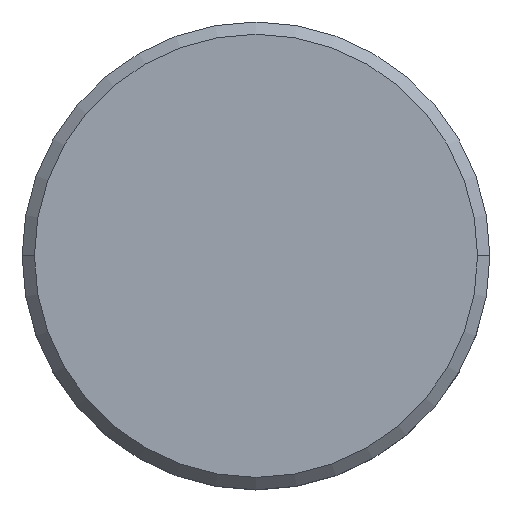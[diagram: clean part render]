
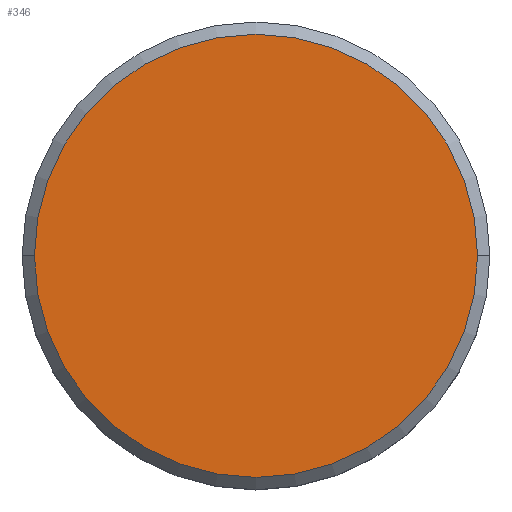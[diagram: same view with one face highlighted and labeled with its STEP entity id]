
A CAD part, top view. The second image highlights one B-rep face of the part: STEP entity #346.
In plain terms, the highlighted planar face has unit normal (0, 0, 1).
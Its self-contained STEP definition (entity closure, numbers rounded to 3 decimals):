
#108 = FACE_OUTER_BOUND ( 'NONE', #1019, .T. ) ;
#109 = DIRECTION ( 'NONE',  ( 0., 0., 1. ) ) ;
#114 = DIRECTION ( 'NONE',  ( 0., 0., 1. ) ) ;
#175 = VERTEX_POINT ( 'NONE', #266 ) ;
#185 = DIRECTION ( 'NONE',  ( 1., 0., 0. ) ) ;
#188 = AXIS2_PLACEMENT_3D ( 'NONE', #623, #530, #447 ) ;
#266 = CARTESIAN_POINT ( 'NONE',  ( 9., 0., 0. ) ) ;
#284 = CARTESIAN_POINT ( 'NONE',  ( 0., 0., 0. ) ) ;
#346 = ADVANCED_FACE ( 'NONE', ( #108 ), #614, .T. ) ;
#356 = CARTESIAN_POINT ( 'NONE',  ( 0., 0., 0. ) ) ;
#431 = CIRCLE ( 'NONE', #531, 9. ) ;
#447 = DIRECTION ( 'NONE',  ( 1., 0., 0. ) ) ;
#465 = EDGE_CURVE ( 'NONE', #175, #716, #431, .T. ) ;
#519 = ORIENTED_EDGE ( 'NONE', *, *, #595, .T. ) ;
#530 = DIRECTION ( 'NONE',  ( 0., 0., 1. ) ) ;
#531 = AXIS2_PLACEMENT_3D ( 'NONE', #356, #109, #185 ) ;
#560 = CARTESIAN_POINT ( 'NONE',  ( -9., 0., 0. ) ) ;
#595 = EDGE_CURVE ( 'NONE', #716, #175, #672, .T. ) ;
#614 = PLANE ( 'NONE',  #188 ) ;
#623 = CARTESIAN_POINT ( 'NONE',  ( 0., 0., 0. ) ) ;
#672 = CIRCLE ( 'NONE', #711, 9. ) ;
#711 = AXIS2_PLACEMENT_3D ( 'NONE', #284, #114, #1084 ) ;
#716 = VERTEX_POINT ( 'NONE', #560 ) ;
#770 = ORIENTED_EDGE ( 'NONE', *, *, #465, .T. ) ;
#1019 = EDGE_LOOP ( 'NONE', ( #519, #770 ) ) ;
#1084 = DIRECTION ( 'NONE',  ( 1., 0., 0. ) ) ;
